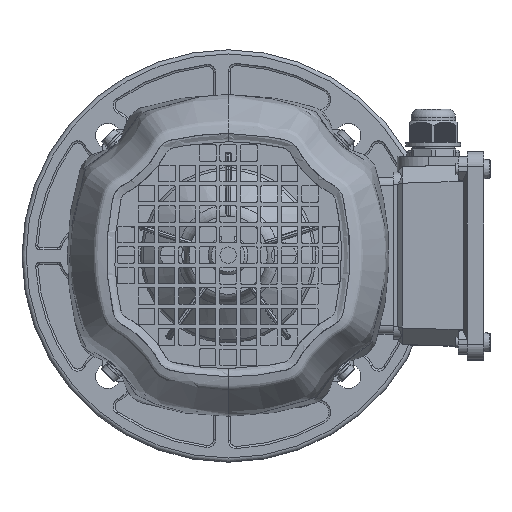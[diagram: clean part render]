
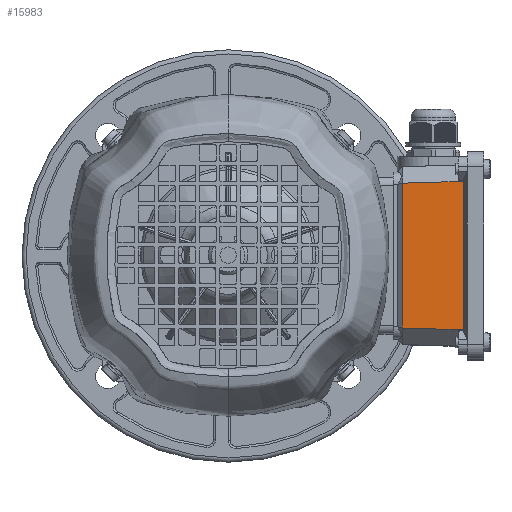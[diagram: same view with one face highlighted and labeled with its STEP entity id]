
A CAD part, top view. The second image highlights one B-rep face of the part: STEP entity #15983.
In plain terms, the highlighted planar face has unit normal (-0.029, 0, 1).
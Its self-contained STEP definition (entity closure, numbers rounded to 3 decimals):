
#3489=FACE_OUTER_BOUND('',#22400,.T.);
#6524=LINE('',#84464,#11300);
#6534=LINE('',#84485,#11310);
#6535=LINE('',#84487,#11311);
#6536=LINE('',#84489,#11312);
#11300=VECTOR('',#67643,1.);
#11310=VECTOR('',#67667,1.);
#11311=VECTOR('',#67668,1.);
#11312=VECTOR('',#67669,1.);
#15983=ADVANCED_FACE('',(#3489),#19268,.F.);
#19268=PLANE('',#61286);
#22400=EDGE_LOOP('',(#26774,#26775,#26776,#26777));
#26774=ORIENTED_EDGE('',*,*,#50025,.F.);
#26775=ORIENTED_EDGE('',*,*,#50036,.T.);
#26776=ORIENTED_EDGE('',*,*,#50037,.T.);
#26777=ORIENTED_EDGE('',*,*,#50038,.T.);
#44056=VERTEX_POINT('',#84463);
#44057=VERTEX_POINT('',#84465);
#44061=VERTEX_POINT('',#84486);
#44062=VERTEX_POINT('',#84488);
#50025=EDGE_CURVE('',#44056,#44057,#6524,.T.);
#50036=EDGE_CURVE('',#44056,#44061,#6534,.T.);
#50037=EDGE_CURVE('',#44061,#44062,#6535,.T.);
#50038=EDGE_CURVE('',#44062,#44057,#6536,.T.);
#61286=AXIS2_PLACEMENT_3D('',#84490,#67670,#67671);
#67643=DIRECTION('',(0.,-1.,0.));
#67667=DIRECTION('',(-0.999,-0.029,-0.029));
#67668=DIRECTION('',(0.,-1.,0.));
#67669=DIRECTION('',(0.999,-0.029,0.029));
#67670=DIRECTION('',(0.029,0.,-1.));
#67671=DIRECTION('',(0.,1.,0.));
#84463=CARTESIAN_POINT('',(114.,35.997,96.));
#84464=CARTESIAN_POINT('',(114.,0.,96.));
#84465=CARTESIAN_POINT('',(114.,-35.997,96.));
#84485=CARTESIAN_POINT('',(112.943,35.965,95.969));
#84486=CARTESIAN_POINT('',(84.5,35.129,95.132));
#84487=CARTESIAN_POINT('',(84.5,0.,95.132));
#84488=CARTESIAN_POINT('',(84.5,-35.129,95.132));
#84489=CARTESIAN_POINT('',(112.943,-35.965,95.969));
#84490=CARTESIAN_POINT('',(114.,0.,96.));
